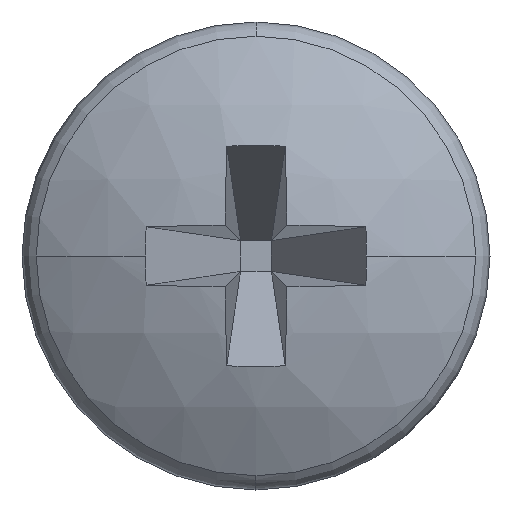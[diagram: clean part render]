
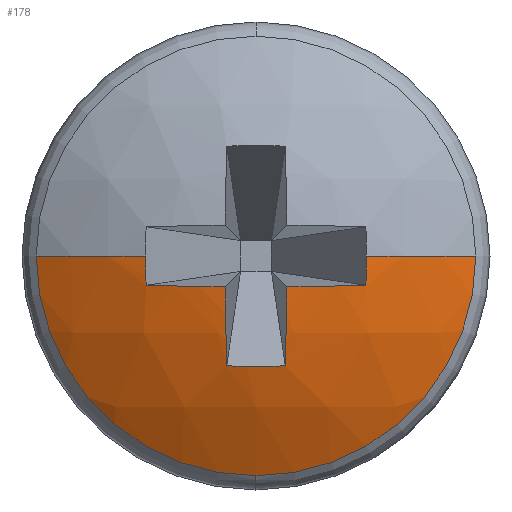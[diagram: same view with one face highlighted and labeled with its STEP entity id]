
A CAD part, left-side view. The second image highlights one B-rep face of the part: STEP entity #178.
In plain terms, the highlighted spherical face has radius 5 mm.
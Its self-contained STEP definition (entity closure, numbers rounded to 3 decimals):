
#63 = EDGE_CURVE ( 'NONE', #207, #64, #250, .T. ) ;
#64 = VERTEX_POINT ( 'NONE', #261 ) ;
#65 = ORIENTED_EDGE ( 'NONE', *, *, #94, .F. ) ;
#94 = EDGE_CURVE ( 'NONE', #157, #64, #332, .T. ) ;
#118 = ORIENTED_EDGE ( 'NONE', *, *, #63, .T. ) ;
#130 = VERTEX_POINT ( 'NONE', #460 ) ;
#132 = VERTEX_POINT ( 'NONE', #419 ) ;
#133 = ORIENTED_EDGE ( 'NONE', *, *, #139, .T. ) ;
#134 = ORIENTED_EDGE ( 'NONE', *, *, #208, .F. ) ;
#135 = VERTEX_POINT ( 'NONE', #431 ) ;
#139 = EDGE_CURVE ( 'NONE', #157, #147, #433, .T. ) ;
#147 = VERTEX_POINT ( 'NONE', #436 ) ;
#157 = VERTEX_POINT ( 'NONE', #459 ) ;
#163 = ORIENTED_EDGE ( 'NONE', *, *, #196, .F. ) ;
#164 = EDGE_CURVE ( 'NONE', #135, #130, #451, .T. ) ;
#175 = EDGE_CURVE ( 'NONE', #132, #197, #470, .T. ) ;
#176 = EDGE_CURVE ( 'NONE', #147, #132, #472, .T. ) ;
#177 = ORIENTED_EDGE ( 'NONE', *, *, #176, .T. ) ;
#178 = ADVANCED_FACE ( 'NONE', ( #480 ), #514, .T. ) ;
#179 = ORIENTED_EDGE ( 'NONE', *, *, #175, .T. ) ;
#185 = EDGE_CURVE ( 'NONE', #197, #130, #505, .T. ) ;
#186 = ORIENTED_EDGE ( 'NONE', *, *, #185, .T. ) ;
#191 = EDGE_LOOP ( 'NONE', ( #133, #177, #179, #186, #192, #134, #194, #163, #206, #118, #65 ) ) ;
#192 = ORIENTED_EDGE ( 'NONE', *, *, #164, .F. ) ;
#193 = VERTEX_POINT ( 'NONE', #506 ) ;
#194 = ORIENTED_EDGE ( 'NONE', *, *, #202, .T. ) ;
#196 = EDGE_CURVE ( 'NONE', #209, #210, #510, .T. ) ;
#197 = VERTEX_POINT ( 'NONE', #468 ) ;
#202 = EDGE_CURVE ( 'NONE', #193, #210, #491, .T. ) ;
#206 = ORIENTED_EDGE ( 'NONE', *, *, #216, .F. ) ;
#207 = VERTEX_POINT ( 'NONE', #492 ) ;
#208 = EDGE_CURVE ( 'NONE', #193, #135, #503, .T. ) ;
#209 = VERTEX_POINT ( 'NONE', #522 ) ;
#210 = VERTEX_POINT ( 'NONE', #521 ) ;
#216 = EDGE_CURVE ( 'NONE', #207, #209, #488, .T. ) ;
#249 = CARTESIAN_POINT ( 'NONE',  ( 3.984, -1.414, 0. ) ) ;
#250 = CIRCLE ( 'NONE', #264, 4.687 ) ;
#261 = CARTESIAN_POINT ( 'NONE',  ( 0.178, 1.322, 0. ) ) ;
#262 = DIRECTION ( 'NONE',  ( -0.812, 0.584, 0. ) ) ;
#263 = DIRECTION ( 'NONE',  ( 0.584, 0.812, 0. ) ) ;
#264 = AXIS2_PLACEMENT_3D ( 'NONE', #249, #263, #262 ) ;
#328 = DIRECTION ( 'NONE',  ( 1., 0., 0. ) ) ;
#329 = DIRECTION ( 'NONE',  ( 0., 0., 1. ) ) ;
#330 = CARTESIAN_POINT ( 'NONE',  ( 5., 0., 0. ) ) ;
#331 = AXIS2_PLACEMENT_3D ( 'NONE', #330, #329, #328 ) ;
#332 = CIRCLE ( 'NONE', #331, 5. ) ;
#419 = CARTESIAN_POINT ( 'NONE',  ( 0.747, -2.629, 0. ) ) ;
#421 = CARTESIAN_POINT ( 'NONE',  ( 0.747, 0., 0. ) ) ;
#430 = AXIS2_PLACEMENT_3D ( 'NONE', #421, #440, #439 ) ;
#431 = CARTESIAN_POINT ( 'NONE',  ( 0.027, -0.367, -0.367 ) ) ;
#433 = CIRCLE ( 'NONE', #430, 2.629 ) ;
#436 = CARTESIAN_POINT ( 'NONE',  ( 0.747, 0., -2.629 ) ) ;
#439 = DIRECTION ( 'NONE',  ( 0., 0., 1. ) ) ;
#440 = DIRECTION ( 'NONE',  ( -1., 0., 0. ) ) ;
#447 = DIRECTION ( 'NONE',  ( 0.995, 0., 0.105 ) ) ;
#448 = DIRECTION ( 'NONE',  ( -0.105, 0., 0.995 ) ) ;
#449 = CARTESIAN_POINT ( 'NONE',  ( 4.984, 0., 0.154 ) ) ;
#450 = AXIS2_PLACEMENT_3D ( 'NONE', #449, #448, #447 ) ;
#451 = CIRCLE ( 'NONE', #450, 4.998 ) ;
#459 = CARTESIAN_POINT ( 'NONE',  ( 0.747, 2.629, 0. ) ) ;
#460 = CARTESIAN_POINT ( 'NONE',  ( 0.189, -1.314, -0.35 ) ) ;
#466 = DIRECTION ( 'NONE',  ( 0., 0., -1. ) ) ;
#468 = CARTESIAN_POINT ( 'NONE',  ( 0.178, -1.322, 0. ) ) ;
#469 = DIRECTION ( 'NONE',  ( 0.995, -0.105, 0. ) ) ;
#470 = CIRCLE ( 'NONE', #524, 5. ) ;
#471 = AXIS2_PLACEMENT_3D ( 'NONE', #517, #516, #515 ) ;
#472 = CIRCLE ( 'NONE', #471, 2.629 ) ;
#473 = CARTESIAN_POINT ( 'NONE',  ( 3.984, 1.414, 0. ) ) ;
#474 = AXIS2_PLACEMENT_3D ( 'NONE', #473, #526, #525 ) ;
#475 = DIRECTION ( 'NONE',  ( 0.995, 0., 0.105 ) ) ;
#476 = DIRECTION ( 'NONE',  ( -0.105, 0., 0.995 ) ) ;
#477 = CARTESIAN_POINT ( 'NONE',  ( 4.984, 0., 0.154 ) ) ;
#478 = AXIS2_PLACEMENT_3D ( 'NONE', #477, #476, #475 ) ;
#480 = FACE_OUTER_BOUND ( 'NONE', #191, .T. ) ;
#488 = CIRCLE ( 'NONE', #478, 4.998 ) ;
#491 = CIRCLE ( 'NONE', #500, 4.687 ) ;
#492 = CARTESIAN_POINT ( 'NONE',  ( 0.189, 1.314, -0.35 ) ) ;
#494 = DIRECTION ( 'NONE',  ( 0., 1., 0. ) ) ;
#495 = DIRECTION ( 'NONE',  ( 0., 0., -1. ) ) ;
#496 = CARTESIAN_POINT ( 'NONE',  ( 5., 0., 0. ) ) ;
#497 = DIRECTION ( 'NONE',  ( -0.812, 0., -0.584 ) ) ;
#498 = DIRECTION ( 'NONE',  ( 0.584, 0., -0.812 ) ) ;
#499 = CARTESIAN_POINT ( 'NONE',  ( 3.984, 0., 1.414 ) ) ;
#500 = AXIS2_PLACEMENT_3D ( 'NONE', #499, #498, #497 ) ;
#501 = DIRECTION ( 'NONE',  ( -0.105, 0.995, 0. ) ) ;
#502 = AXIS2_PLACEMENT_3D ( 'NONE', #528, #501, #523 ) ;
#503 = CIRCLE ( 'NONE', #502, 4.998 ) ;
#504 = DIRECTION ( 'NONE',  ( 0., 1., 0. ) ) ;
#505 = CIRCLE ( 'NONE', #474, 4.687 ) ;
#506 = CARTESIAN_POINT ( 'NONE',  ( 0.189, -0.35, -1.314 ) ) ;
#507 = DIRECTION ( 'NONE',  ( -0.105, -0.995, 0. ) ) ;
#508 = CARTESIAN_POINT ( 'NONE',  ( 4.984, -0.154, 0. ) ) ;
#509 = AXIS2_PLACEMENT_3D ( 'NONE', #508, #507, #469 ) ;
#510 = CIRCLE ( 'NONE', #509, 4.998 ) ;
#512 = CARTESIAN_POINT ( 'NONE',  ( 5., 0., 0. ) ) ;
#513 = AXIS2_PLACEMENT_3D ( 'NONE', #496, #495, #494 ) ;
#514 = SPHERICAL_SURFACE ( 'NONE', #513, 5. ) ;
#515 = DIRECTION ( 'NONE',  ( 0., 0., 1. ) ) ;
#516 = DIRECTION ( 'NONE',  ( -1., 0., 0. ) ) ;
#517 = CARTESIAN_POINT ( 'NONE',  ( 0.747, 0., 0. ) ) ;
#521 = CARTESIAN_POINT ( 'NONE',  ( 0.189, 0.35, -1.314 ) ) ;
#522 = CARTESIAN_POINT ( 'NONE',  ( 0.027, 0.367, -0.367 ) ) ;
#523 = DIRECTION ( 'NONE',  ( -0.995, -0.105, 0. ) ) ;
#524 = AXIS2_PLACEMENT_3D ( 'NONE', #512, #466, #504 ) ;
#525 = DIRECTION ( 'NONE',  ( 0.812, 0.584, 0. ) ) ;
#526 = DIRECTION ( 'NONE',  ( 0.584, -0.812, 0. ) ) ;
#528 = CARTESIAN_POINT ( 'NONE',  ( 4.984, 0.154, 0. ) ) ;
